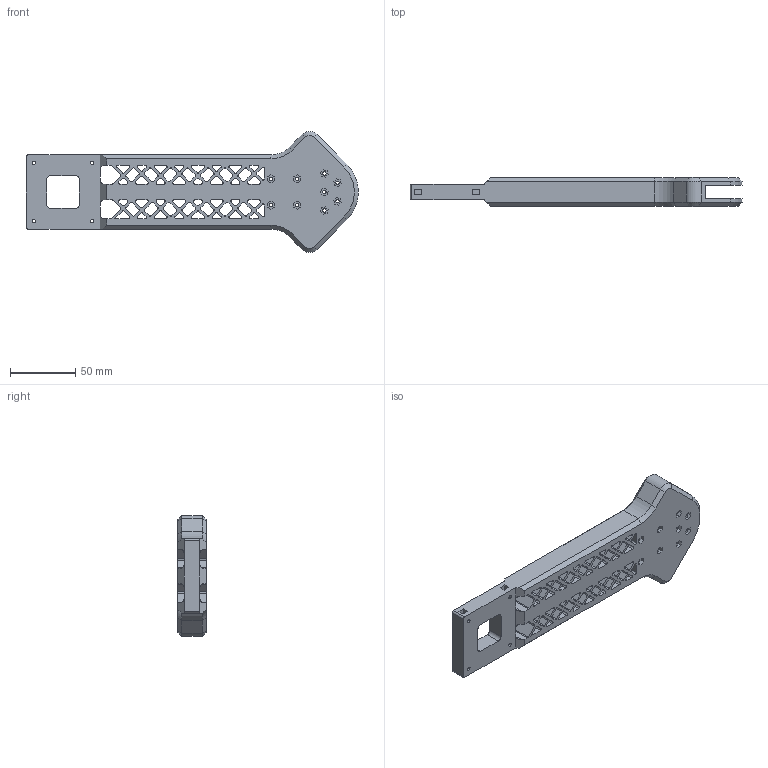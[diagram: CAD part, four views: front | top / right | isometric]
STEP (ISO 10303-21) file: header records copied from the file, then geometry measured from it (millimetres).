
FILE_DESCRIPTION(/* description */ (''),/* implementation_level */ '2;1');
FILE_NAME(/* name */ 'Arm.step',/* time_stamp */ '2021-03-23T14:29:45-04:00',/* author */ (''),/* organization */ (''),/* preprocessor_version */ 'ST-DEVELOPER v18.1',/* originating_system */ 'Autodesk Translation Framework v9.10.0.1330',/* authorisation */ '');
FILE_SCHEMA (('AUTOMOTIVE_DESIGN { 1 0 10303 214 3 1 1 }'));
Length unit declared in the file: millimetre
Products named in the file (1): Arm
Bounding box: 253.51 x 22 x 92.31 mm (x, y, z)
Volume: 209312.3 mm3; surface area: 70294.1 mm2
Topology: 1 solids, 1 shells, 507 faces, 1448 edges, 956 vertices
Faces by surface type: plane 293, cylinder 204, cone 10
Full cylindrical faces by diameter (mm): 2.6 x22, 5 x4
Entity records: 16888 total; most frequent: CARTESIAN_POINT 2912, ORIENTED_EDGE 2896, DIRECTION 2882, EDGE_CURVE 1448, LINE 1030, VECTOR 1030, VERTEX_POINT 956, AXIS2_PLACEMENT_3D 926
